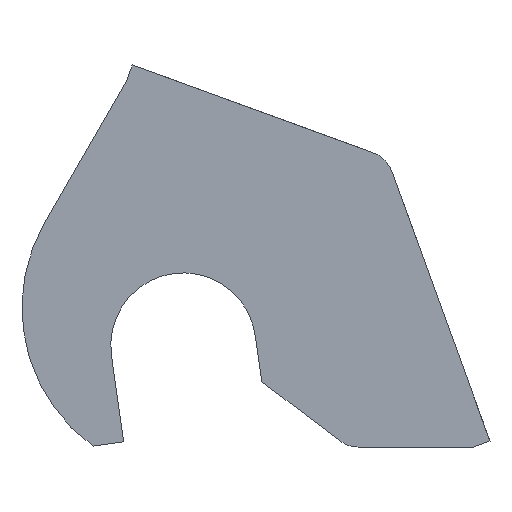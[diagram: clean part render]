
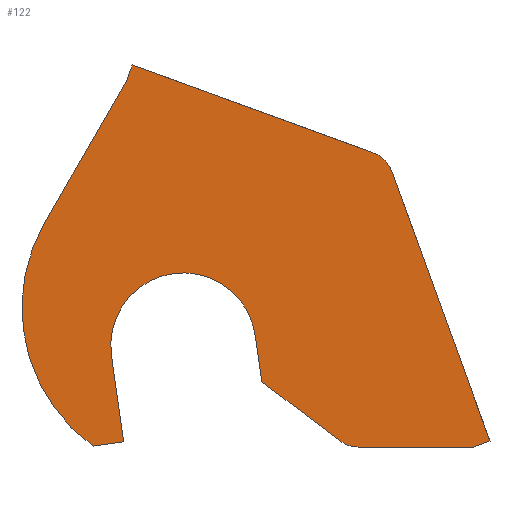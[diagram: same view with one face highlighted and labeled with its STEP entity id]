
A CAD part, front view. The second image highlights one B-rep face of the part: STEP entity #122.
In plain terms, the highlighted planar face has unit normal (0, -1, 0).
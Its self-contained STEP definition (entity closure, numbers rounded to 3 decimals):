
#104=PLANE('',#538);
#122=ADVANCED_FACE('',(#152),#104,.T.);
#152=FACE_OUTER_BOUND('',#175,.T.);
#175=EDGE_LOOP('',(#327,#328,#329,#330,#331,#332,#333,#334,#335,#336,#337,
#338,#339,#340));
#191=LINE('',#691,#238);
#194=LINE('',#697,#241);
#198=LINE('',#709,#245);
#203=LINE('',#719,#250);
#204=LINE('',#721,#251);
#208=LINE('',#730,#255);
#213=LINE('',#744,#260);
#214=LINE('',#746,#261);
#215=LINE('',#750,#262);
#216=LINE('',#752,#263);
#238=VECTOR('',#568,1.);
#241=VECTOR('',#573,1.);
#245=VECTOR('',#585,1.);
#250=VECTOR('',#592,1.);
#251=VECTOR('',#595,1.);
#255=VECTOR('',#601,1.);
#260=VECTOR('',#616,1.);
#261=VECTOR('',#617,1.);
#262=VECTOR('',#620,1.);
#263=VECTOR('',#621,1.);
#327=ORIENTED_EDGE('',*,*,#463,.T.);
#328=ORIENTED_EDGE('',*,*,#475,.T.);
#329=ORIENTED_EDGE('',*,*,#464,.T.);
#330=ORIENTED_EDGE('',*,*,#476,.F.);
#331=ORIENTED_EDGE('',*,*,#477,.F.);
#332=ORIENTED_EDGE('',*,*,#478,.T.);
#333=ORIENTED_EDGE('',*,*,#479,.F.);
#334=ORIENTED_EDGE('',*,*,#480,.F.);
#335=ORIENTED_EDGE('',*,*,#468,.T.);
#336=ORIENTED_EDGE('',*,*,#445,.T.);
#337=ORIENTED_EDGE('',*,*,#449,.T.);
#338=ORIENTED_EDGE('',*,*,#452,.T.);
#339=ORIENTED_EDGE('',*,*,#455,.T.);
#340=ORIENTED_EDGE('',*,*,#458,.T.);
#405=VERTEX_POINT('',#683);
#406=VERTEX_POINT('',#684);
#409=VERTEX_POINT('',#692);
#411=VERTEX_POINT('',#698);
#413=VERTEX_POINT('',#704);
#415=VERTEX_POINT('',#710);
#418=VERTEX_POINT('',#718);
#419=VERTEX_POINT('',#722);
#420=VERTEX_POINT('',#723);
#423=VERTEX_POINT('',#731);
#427=VERTEX_POINT('',#745);
#428=VERTEX_POINT('',#747);
#429=VERTEX_POINT('',#749);
#430=VERTEX_POINT('',#751);
#445=EDGE_CURVE('',#405,#406,#506,.T.);
#449=EDGE_CURVE('',#406,#409,#191,.T.);
#452=EDGE_CURVE('',#409,#411,#194,.T.);
#455=EDGE_CURVE('',#411,#413,#508,.T.);
#458=EDGE_CURVE('',#413,#415,#198,.T.);
#463=EDGE_CURVE('',#415,#418,#203,.T.);
#464=EDGE_CURVE('',#419,#420,#204,.T.);
#468=EDGE_CURVE('',#423,#405,#208,.T.);
#475=EDGE_CURVE('',#418,#419,#512,.T.);
#476=EDGE_CURVE('',#427,#420,#213,.T.);
#477=EDGE_CURVE('',#428,#427,#214,.T.);
#478=EDGE_CURVE('',#428,#429,#513,.T.);
#479=EDGE_CURVE('',#430,#429,#215,.T.);
#480=EDGE_CURVE('',#423,#430,#216,.T.);
#506=CIRCLE('',#521,11.72);
#508=CIRCLE('',#526,5.);
#512=CIRCLE('',#536,2.);
#513=CIRCLE('',#537,2.2);
#521=AXIS2_PLACEMENT_3D('',#682,#560,#561);
#526=AXIS2_PLACEMENT_3D('',#703,#578,#579);
#536=AXIS2_PLACEMENT_3D('',#743,#614,#615);
#537=AXIS2_PLACEMENT_3D('',#748,#618,#619);
#538=AXIS2_PLACEMENT_3D('',#753,#622,#623);
#560=DIRECTION('',(0.,-1.,0.));
#561=DIRECTION('',(1.,0.,0.));
#568=DIRECTION('',(0.99,0.,0.139));
#573=DIRECTION('',(-0.139,0.,0.99));
#578=DIRECTION('',(0.,1.,0.));
#579=DIRECTION('',(1.,0.,0.));
#585=DIRECTION('',(0.139,0.,-0.99));
#592=DIRECTION('',(0.799,0.,-0.602));
#595=DIRECTION('',(1.,0.,0.));
#601=DIRECTION('',(-0.5,0.,-0.866));
#614=DIRECTION('',(0.,-1.,0.));
#615=DIRECTION('',(0.,0.,-1.));
#616=DIRECTION('',(-0.94,0.,-0.342));
#617=DIRECTION('',(0.342,0.,-0.94));
#618=DIRECTION('',(0.,-1.,0.));
#619=DIRECTION('',(0.,0.,-1.));
#620=DIRECTION('',(0.94,0.,-0.342));
#621=DIRECTION('',(0.342,0.,0.94));
#622=DIRECTION('',(0.,-1.,0.));
#623=DIRECTION('',(0.,0.,-1.));
#682=CARTESIAN_POINT('',(0.6,0.,2.6));
#683=CARTESIAN_POINT('',(-9.549,0.,8.46));
#684=CARTESIAN_POINT('',(-6.217,0.,-6.933));
#691=CARTESIAN_POINT('',(-6.217,0.,-6.933));
#692=CARTESIAN_POINT('',(-4.116,0.,-6.637));
#697=CARTESIAN_POINT('',(-4.116,0.,-6.637));
#698=CARTESIAN_POINT('',(-4.951,0.,-0.696));
#703=CARTESIAN_POINT('',(0.,0.,0.));
#704=CARTESIAN_POINT('',(4.951,0.,0.696));
#709=CARTESIAN_POINT('',(4.951,0.,0.696));
#710=CARTESIAN_POINT('',(5.4,0.,-2.5));
#718=CARTESIAN_POINT('',(10.838,0.,-6.597));
#719=CARTESIAN_POINT('',(5.4,0.,-2.5));
#721=CARTESIAN_POINT('',(11.372,0.,-7.));
#722=CARTESIAN_POINT('',(12.041,0.,-7.));
#723=CARTESIAN_POINT('',(20.,0.,-7.));
#730=CARTESIAN_POINT('',(-3.93,0.,18.193));
#731=CARTESIAN_POINT('',(-3.93,0.,18.193));
#743=CARTESIAN_POINT('',(12.041,0.,-5.));
#744=CARTESIAN_POINT('',(21.128,0.,-6.59));
#745=CARTESIAN_POINT('',(21.128,0.,-6.59));
#746=CARTESIAN_POINT('',(14.021,0.,12.936));
#747=CARTESIAN_POINT('',(14.372,0.,11.972));
#748=CARTESIAN_POINT('',(12.304,0.,11.22));
#749=CARTESIAN_POINT('',(13.057,0.,13.287));
#750=CARTESIAN_POINT('',(-3.52,0.,19.32));
#751=CARTESIAN_POINT('',(-3.52,0.,19.32));
#752=CARTESIAN_POINT('',(-3.93,0.,18.193));
#753=CARTESIAN_POINT('',(0.6,0.,2.6));
